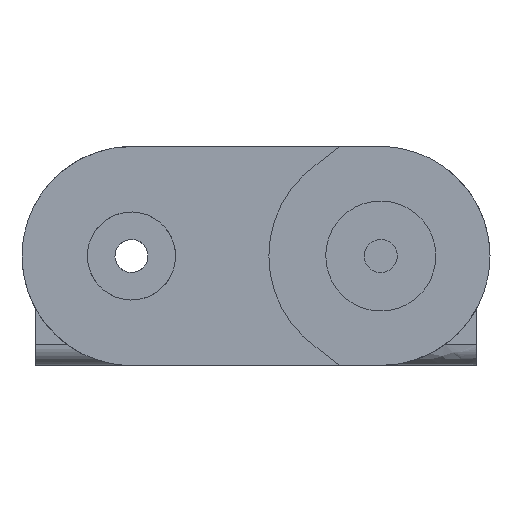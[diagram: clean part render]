
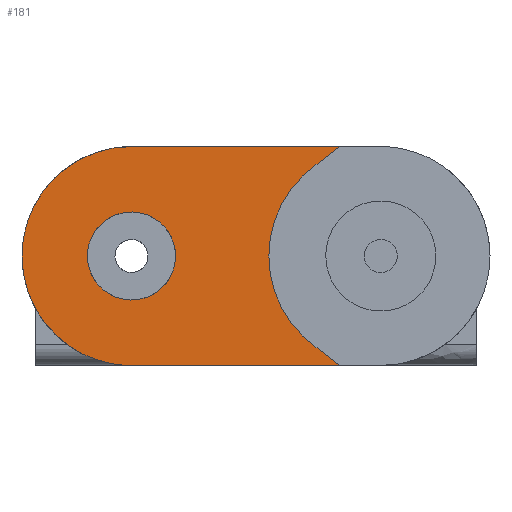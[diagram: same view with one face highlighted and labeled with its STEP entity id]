
A CAD part, front view. The second image highlights one B-rep face of the part: STEP entity #181.
In plain terms, the highlighted planar face has unit normal (0, -1, 0).
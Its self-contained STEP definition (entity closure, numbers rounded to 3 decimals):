
#67=FACE_BOUND('',#1108,.T.);
#181=ADVANCED_FACE('',(#639,#67),#7336,.T.);
#639=FACE_OUTER_BOUND('',#1107,.T.);
#1107=EDGE_LOOP('',(#1867,#1868,#1869,#1870,#1871,#1872,#1873));
#1108=EDGE_LOOP('',(#1874,#1875));
#1867=ORIENTED_EDGE('',*,*,#4197,.T.);
#1868=ORIENTED_EDGE('',*,*,#4195,.F.);
#1869=ORIENTED_EDGE('',*,*,#4219,.T.);
#1870=ORIENTED_EDGE('',*,*,#4198,.T.);
#1871=ORIENTED_EDGE('',*,*,#4220,.T.);
#1872=ORIENTED_EDGE('',*,*,#4199,.T.);
#1873=ORIENTED_EDGE('',*,*,#4231,.T.);
#1874=ORIENTED_EDGE('',*,*,#4212,.T.);
#1875=ORIENTED_EDGE('',*,*,#4293,.T.);
#4195=EDGE_CURVE('',#6613,#6614,#5341,.T.);
#4197=EDGE_CURVE('',#6615,#6614,#5999,.T.);
#4198=EDGE_CURVE('',#6616,#6617,#6000,.T.);
#4199=EDGE_CURVE('',#6618,#6619,#5343,.T.);
#4212=EDGE_CURVE('',#6621,#6620,#6012,.T.);
#4219=EDGE_CURVE('',#6613,#6616,#6019,.T.);
#4220=EDGE_CURVE('',#6617,#6618,#6020,.T.);
#4231=EDGE_CURVE('',#6619,#6615,#6027,.T.);
#4293=EDGE_CURVE('',#6620,#6621,#6037,.T.);
#5341=B_SPLINE_CURVE_WITH_KNOTS('',1,(#10176,#10177),.UNSPECIFIED.,.F.,
 .F.,(2,2),(-5.805,-2.),.UNSPECIFIED.);
#5343=B_SPLINE_CURVE_WITH_KNOTS('',1,(#10188,#10189),.UNSPECIFIED.,.F.,
 .F.,(2,2),(15.295,19.1),.UNSPECIFIED.);
#5999=(
BOUNDED_CURVE()
B_SPLINE_CURVE(2,(#10180,#10181,#10182),.UNSPECIFIED.,.F.,.F.)
B_SPLINE_CURVE_WITH_KNOTS((3,3),(0.,3.142),.UNSPECIFIED.)
CURVE()
GEOMETRIC_REPRESENTATION_ITEM()
RATIONAL_B_SPLINE_CURVE((1.,0.707,1.))
REPRESENTATION_ITEM('')
);
#6000=(
BOUNDED_CURVE()
B_SPLINE_CURVE(2,(#10183,#10184,#10185,#10186,#10187),.UNSPECIFIED.,.F.,
 .F.)
B_SPLINE_CURVE_WITH_KNOTS((3,2,3),(27.459,29.406,31.354),
 .UNSPECIFIED.)
CURVE()
GEOMETRIC_REPRESENTATION_ITEM()
RATIONAL_B_SPLINE_CURVE((1.,0.888,1.,0.888,1.))
REPRESENTATION_ITEM('')
);
#6012=(
BOUNDED_CURVE()
B_SPLINE_CURVE(2,(#10222,#10223,#10224,#10225,#10226),.UNSPECIFIED.,.F.,
 .F.)
B_SPLINE_CURVE_WITH_KNOTS((3,2,3),(-2.529,-1.264,
0.),.UNSPECIFIED.)
CURVE()
GEOMETRIC_REPRESENTATION_ITEM()
RATIONAL_B_SPLINE_CURVE((1.,0.707,1.,0.707,1.))
REPRESENTATION_ITEM('')
);
#6019=(
BOUNDED_CURVE()
B_SPLINE_CURVE(2,(#10245,#10246,#10247),.UNSPECIFIED.,.F.,.F.)
B_SPLINE_CURVE_WITH_KNOTS((3,3),(26.91,27.459),
 .UNSPECIFIED.)
CURVE()
GEOMETRIC_REPRESENTATION_ITEM()
RATIONAL_B_SPLINE_CURVE((1.,1.,1.))
REPRESENTATION_ITEM('')
);
#6020=(
BOUNDED_CURVE()
B_SPLINE_CURVE(2,(#10248,#10249,#10250),.UNSPECIFIED.,.F.,.F.)
B_SPLINE_CURVE_WITH_KNOTS((3,3),(14.175,14.724),
 .UNSPECIFIED.)
CURVE()
GEOMETRIC_REPRESENTATION_ITEM()
RATIONAL_B_SPLINE_CURVE((1.,1.,1.))
REPRESENTATION_ITEM('')
);
#6027=(
BOUNDED_CURVE()
B_SPLINE_CURVE(2,(#10277,#10278,#10279),.UNSPECIFIED.,.F.,.F.)
B_SPLINE_CURVE_WITH_KNOTS((3,3),(-3.142,0.),.UNSPECIFIED.)
CURVE()
GEOMETRIC_REPRESENTATION_ITEM()
RATIONAL_B_SPLINE_CURVE((1.,0.707,1.))
REPRESENTATION_ITEM('')
);
#6037=(
BOUNDED_CURVE()
B_SPLINE_CURVE(2,(#10416,#10417,#10418,#10419,#10420),.UNSPECIFIED.,.F.,
 .F.)
B_SPLINE_CURVE_WITH_KNOTS((3,2,3),(-5.058,-3.793,
-2.529),.UNSPECIFIED.)
CURVE()
GEOMETRIC_REPRESENTATION_ITEM()
RATIONAL_B_SPLINE_CURVE((1.,0.707,1.,0.707,1.))
REPRESENTATION_ITEM('')
);
#6613=VERTEX_POINT('',#9398);
#6614=VERTEX_POINT('',#9399);
#6615=VERTEX_POINT('',#9400);
#6616=VERTEX_POINT('',#9401);
#6617=VERTEX_POINT('',#9402);
#6618=VERTEX_POINT('',#9403);
#6619=VERTEX_POINT('',#9404);
#6620=VERTEX_POINT('',#9405);
#6621=VERTEX_POINT('',#9406);
#7336=PLANE('',#7814);
#7814=AXIS2_PLACEMENT_3D('',#8786,#8109,$);
#8109=DIRECTION('',(0.,-1.,0.));
#8786=CARTESIAN_POINT('',(-48.675,-216.17,24.12));
#9398=CARTESIAN_POINT('',(15.301,-216.17,-20.));
#9399=CARTESIAN_POINT('',(-22.75,-216.17,-20.));
#9400=CARTESIAN_POINT('',(-42.75,-216.17,0.));
#9401=CARTESIAN_POINT('',(10.959,-216.17,-16.648));
#9402=CARTESIAN_POINT('',(10.959,-216.17,16.648));
#9403=CARTESIAN_POINT('',(15.301,-216.17,20.));
#9404=CARTESIAN_POINT('',(-22.75,-216.17,20.));
#9405=CARTESIAN_POINT('',(-17.023,-216.17,-5.657));
#9406=CARTESIAN_POINT('',(-28.477,-216.17,5.657));
#10176=CARTESIAN_POINT('',(15.301,-216.17,-20.));
#10177=CARTESIAN_POINT('',(-22.75,-216.17,-20.));
#10180=CARTESIAN_POINT('',(-42.75,-216.17,0.));
#10181=CARTESIAN_POINT('',(-42.75,-216.17,-20.));
#10182=CARTESIAN_POINT('',(-22.75,-216.17,-20.));
#10183=CARTESIAN_POINT('',(10.959,-216.17,-16.648));
#10184=CARTESIAN_POINT('',(2.35,-216.17,-10.55));
#10185=CARTESIAN_POINT('',(2.35,-216.17,0.));
#10186=CARTESIAN_POINT('',(2.35,-216.17,10.55));
#10187=CARTESIAN_POINT('',(10.959,-216.17,16.648));
#10188=CARTESIAN_POINT('',(15.301,-216.17,20.));
#10189=CARTESIAN_POINT('',(-22.75,-216.17,20.));
#10222=CARTESIAN_POINT('',(-28.477,-216.17,5.657));
#10223=CARTESIAN_POINT('',(-22.82,-216.17,11.384));
#10224=CARTESIAN_POINT('',(-17.093,-216.17,5.727));
#10225=CARTESIAN_POINT('',(-11.366,-216.17,0.07));
#10226=CARTESIAN_POINT('',(-17.023,-216.17,-5.657));
#10245=CARTESIAN_POINT('',(15.301,-216.17,-20.));
#10246=CARTESIAN_POINT('',(13.13,-216.17,-18.324));
#10247=CARTESIAN_POINT('',(10.959,-216.17,-16.648));
#10248=CARTESIAN_POINT('',(10.959,-216.17,16.648));
#10249=CARTESIAN_POINT('',(13.13,-216.17,18.324));
#10250=CARTESIAN_POINT('',(15.301,-216.17,20.));
#10277=CARTESIAN_POINT('',(-22.75,-216.17,20.));
#10278=CARTESIAN_POINT('',(-42.75,-216.17,20.));
#10279=CARTESIAN_POINT('',(-42.75,-216.17,0.));
#10416=CARTESIAN_POINT('',(-17.023,-216.17,-5.657));
#10417=CARTESIAN_POINT('',(-22.68,-216.17,-11.384));
#10418=CARTESIAN_POINT('',(-28.407,-216.17,-5.727));
#10419=CARTESIAN_POINT('',(-34.134,-216.17,-0.07));
#10420=CARTESIAN_POINT('',(-28.477,-216.17,5.657));
